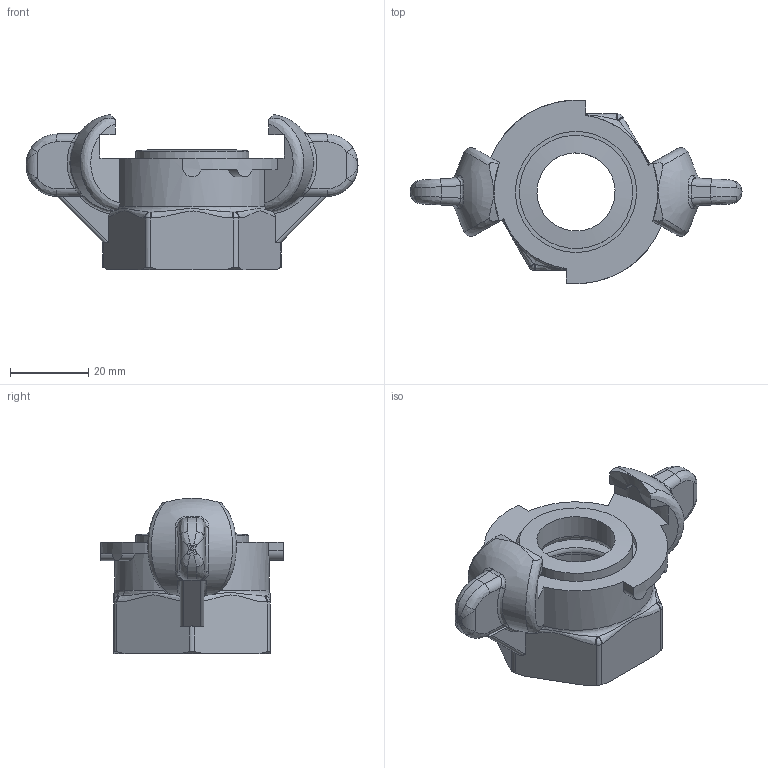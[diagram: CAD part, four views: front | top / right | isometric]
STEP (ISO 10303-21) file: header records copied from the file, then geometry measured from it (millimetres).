
FILE_DESCRIPTION(/* description */ (''),/* implementation_level */ '2;1');
FILE_NAME(/* name */ 'kigl_10.stp',/* time_stamp */ '2020-04-08T09:53:04+02:00',/* author */ ('schnellinger'),/* organization */ (''),/* preprocessor_version */ 'ST-DEVELOPER v17',/* originating_system */ 'Autodesk Inventor 2018',/* authorisation */ '0 mm^3');
FILE_SCHEMA (('AUTOMOTIVE_DESIGN { 1 0 10303 214 3 1 1 }'));
Length unit declared in the file: millimetre
Products named in the file (1): LUE_00025532_Shrinkwrap_1
Bounding box: 84.97 x 47 x 39.7 mm (x, y, z)
Volume: 30625.9 mm3; surface area: 15338 mm2
Topology: 2 solids, 2 shells, 197 faces, 519 edges, 325 vertices
Faces by surface type: bspline 60, cylinder 55, plane 55, torus 10, cone 9, sphere 8
Full cylindrical faces by diameter (mm): 20 x1, 23 x1, 29 x1, 29.5 x1, 31 x1, 34.5 x1, 35 x1
Entity records: 9314 total; most frequent: CARTESIAN_POINT 4685, ORIENTED_EDGE 1030, DIRECTION 752, EDGE_CURVE 515, VERTEX_POINT 325, AXIS2_PLACEMENT_3D 305, EDGE_LOOP 204, STYLED_ITEM 199
